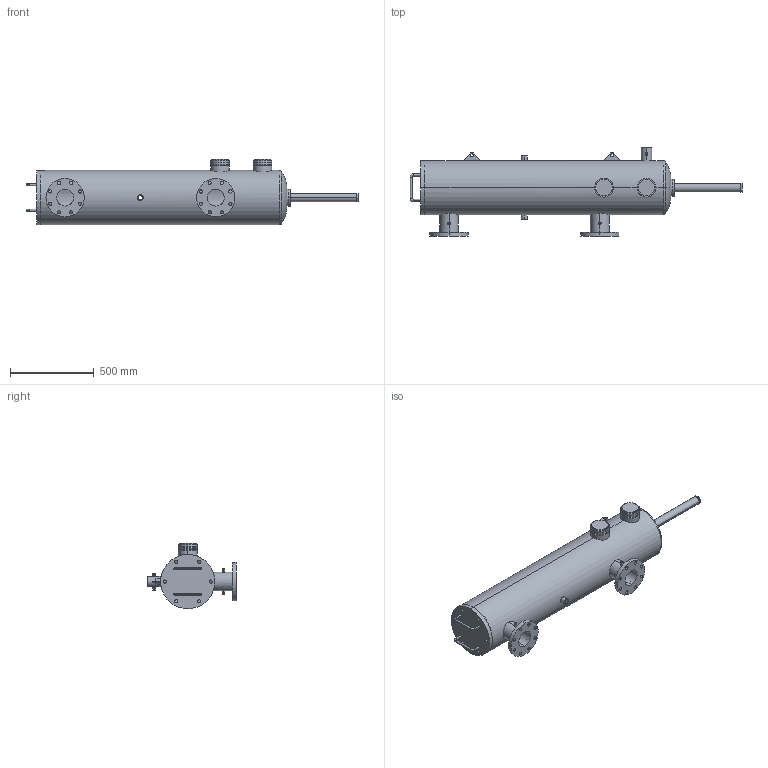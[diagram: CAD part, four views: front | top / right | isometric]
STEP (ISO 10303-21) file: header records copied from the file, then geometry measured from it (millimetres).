
FILE_DESCRIPTION (( 'STEP AP203' ), '1' );
FILE_NAME ('B4-180.STEP', '2020-07-24T12:27:01', ( '' ), ( '' ), 'SwSTEP 2.0', 'SolidWorks 2018', '' );
FILE_SCHEMA (( 'CONFIG_CONTROL_DESIGN' ));
Length unit declared in the file: inch
Products named in the file (1): B4-180
Bounding box: 1982.98 x 527.3 x 390.52 mm (x, y, z)
Volume: 12633234 mm3; surface area: 3927668.3 mm2
Topology: 8 solids, 8 shells, 273 faces, 700 edges, 456 vertices
Faces by surface type: cylinder 200, plane 57, torus 16
Entity records: 11243 total; most frequent: CARTESIAN_POINT 4094, DIRECTION 1544, ORIENTED_EDGE 1400, EDGE_CURVE 700, AXIS2_PLACEMENT_3D 646, VERTEX_POINT 456, EDGE_LOOP 404, CIRCLE 372
